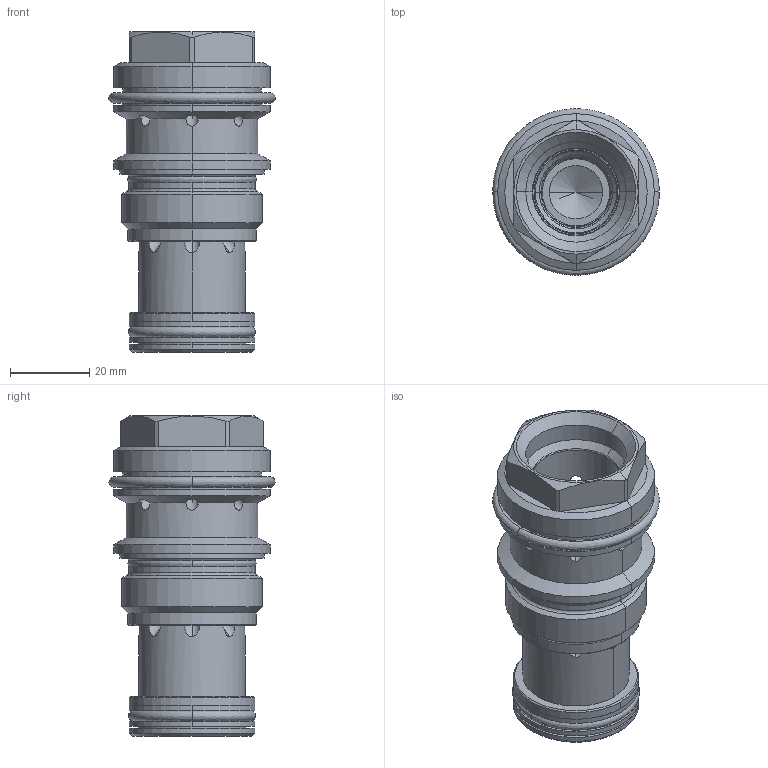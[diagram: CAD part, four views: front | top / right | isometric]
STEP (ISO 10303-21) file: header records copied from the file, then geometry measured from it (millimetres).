
FILE_DESCRIPTION((''),'2;1');
FILE_NAME('XHOC-EXN_PRT','2009-05-11T',('Administrator'),(''),'PRO/ENGINEER BY PARAMETRIC TECHNOLOGY CORPORATION, 2006240','PRO/ENGINEER BY PARAMETRIC TECHNOLOGY CORPORATION, 2006240','');
FILE_SCHEMA(('CONFIG_CONTROL_DESIGN'));
Length unit declared in the file: inch
Products named in the file (1): XHOC-EXN_PRT
Bounding box: 42.08 x 42.09 x 80.98 mm (x, y, z)
Volume: 47656.2 mm3; surface area: 19756.7 mm2
Topology: 3 solids, 3 shells, 177 faces, 458 edges, 275 vertices
Faces by surface type: cylinder 86, plane 35, cone 32, torus 16, revolution 8
Entity records: 6752 total; most frequent: CARTESIAN_POINT 2466, ORIENTED_EDGE 912, DIRECTION 864, EDGE_CURVE 456, AXIS2_PLACEMENT_3D 361, VERTEX_POINT 275, EDGE_LOOP 203, CIRCLE 192
